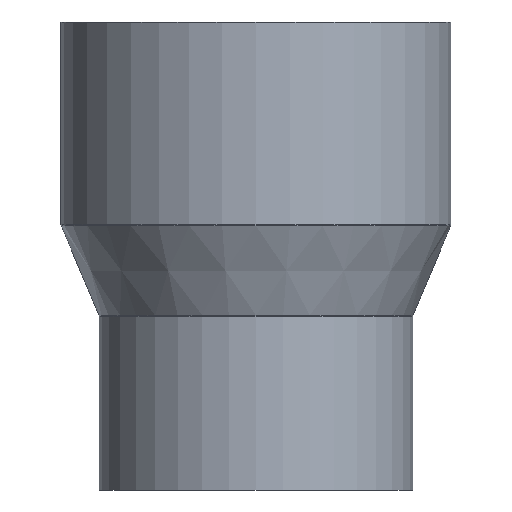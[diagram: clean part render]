
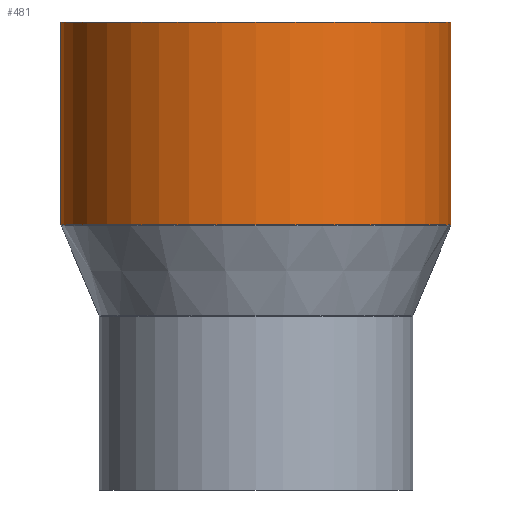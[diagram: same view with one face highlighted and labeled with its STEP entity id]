
A CAD part, front view. The second image highlights one B-rep face of the part: STEP entity #481.
In plain terms, the highlighted cylindrical face has radius 140 mm (diameter 280 mm), a partial arc.
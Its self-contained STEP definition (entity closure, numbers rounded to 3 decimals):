
#4 = DIRECTION ( 'NONE',  ( 0., 0., -1. ) ) ;
#14 = VERTEX_POINT ( 'NONE', #38 ) ;
#34 = AXIS2_PLACEMENT_3D ( 'NONE', #318, #374, #118 ) ;
#38 = CARTESIAN_POINT ( 'NONE',  ( 140., 0., 27.115 ) ) ;
#67 = VERTEX_POINT ( 'NONE', #238 ) ;
#71 = CARTESIAN_POINT ( 'NONE',  ( 140., 0., 172.709 ) ) ;
#118 = DIRECTION ( 'NONE',  ( -1., 0., 0. ) ) ;
#131 = LINE ( 'NONE', #642, #378 ) ;
#143 = CARTESIAN_POINT ( 'NONE',  ( -140., 0., 172.709 ) ) ;
#150 = AXIS2_PLACEMENT_3D ( 'NONE', #153, #555, #566 ) ;
#153 = CARTESIAN_POINT ( 'NONE',  ( 0., 0., 172.709 ) ) ;
#167 = VERTEX_POINT ( 'NONE', #143 ) ;
#171 = CYLINDRICAL_SURFACE ( 'NONE', #34, 140. ) ;
#175 = DIRECTION ( 'NONE',  ( 0., 0., -1. ) ) ;
#220 = ORIENTED_EDGE ( 'NONE', *, *, #262, .F. ) ;
#238 = CARTESIAN_POINT ( 'NONE',  ( -140., 0., 27.115 ) ) ;
#255 = CARTESIAN_POINT ( 'NONE',  ( 0., 0., 27.115 ) ) ;
#259 = AXIS2_PLACEMENT_3D ( 'NONE', #255, #4, #514 ) ;
#262 = EDGE_CURVE ( 'NONE', #14, #67, #284, .T. ) ;
#264 = ORIENTED_EDGE ( 'NONE', *, *, #488, .F. ) ;
#284 = CIRCLE ( 'NONE', #259, 140. ) ;
#286 = FACE_OUTER_BOUND ( 'NONE', #307, .T. ) ;
#287 = VECTOR ( 'NONE', #175, 1000. ) ;
#307 = EDGE_LOOP ( 'NONE', ( #264, #569, #430, #220 ) ) ;
#309 = EDGE_CURVE ( 'NONE', #511, #167, #342, .T. ) ;
#318 = CARTESIAN_POINT ( 'NONE',  ( 0., 0., -16.533 ) ) ;
#342 = CIRCLE ( 'NONE', #150, 140. ) ;
#374 = DIRECTION ( 'NONE',  ( 0., 0., -1. ) ) ;
#378 = VECTOR ( 'NONE', #538, 1000. ) ;
#430 = ORIENTED_EDGE ( 'NONE', *, *, #633, .T. ) ;
#481 = ADVANCED_FACE ( 'NONE', ( #286 ), #171, .T. ) ;
#485 = LINE ( 'NONE', #619, #287 ) ;
#488 = EDGE_CURVE ( 'NONE', #511, #14, #485, .T. ) ;
#511 = VERTEX_POINT ( 'NONE', #71 ) ;
#514 = DIRECTION ( 'NONE',  ( -1., 0., 0. ) ) ;
#538 = DIRECTION ( 'NONE',  ( 0., 0., -1. ) ) ;
#555 = DIRECTION ( 'NONE',  ( 0., 0., -1. ) ) ;
#566 = DIRECTION ( 'NONE',  ( -1., 0., 0. ) ) ;
#569 = ORIENTED_EDGE ( 'NONE', *, *, #309, .T. ) ;
#619 = CARTESIAN_POINT ( 'NONE',  ( 140., 0., -16.533 ) ) ;
#633 = EDGE_CURVE ( 'NONE', #167, #67, #131, .T. ) ;
#642 = CARTESIAN_POINT ( 'NONE',  ( -140., 0., -16.533 ) ) ;
